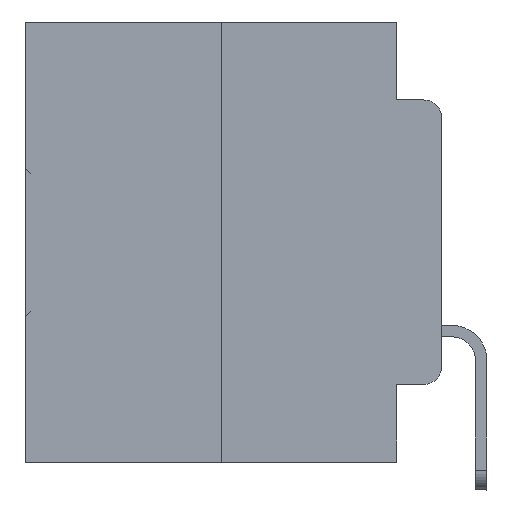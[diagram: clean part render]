
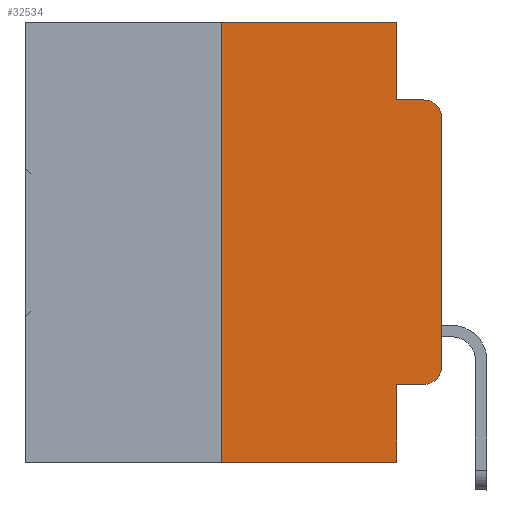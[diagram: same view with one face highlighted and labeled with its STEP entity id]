
A CAD part, left-side view. The second image highlights one B-rep face of the part: STEP entity #32534.
In plain terms, the highlighted planar face has unit normal (-1, 0, 0).
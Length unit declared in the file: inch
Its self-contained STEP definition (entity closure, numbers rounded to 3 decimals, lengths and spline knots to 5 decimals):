
#1200 = CARTESIAN_POINT ( 'NONE',  ( 0., 0.02, -0.1085 ) ) ;
#1926 = ORIENTED_EDGE ( 'NONE', *, *, #24113, .T. ) ;
#2139 = AXIS2_PLACEMENT_3D ( 'NONE', #1200, #19960, #30534 ) ;
#2271 = ORIENTED_EDGE ( 'NONE', *, *, #3996, .T. ) ;
#2339 = CARTESIAN_POINT ( 'NONE',  ( 0., 0.02, -0.4115 ) ) ;
#3275 = VERTEX_POINT ( 'NONE', #13420 ) ;
#3601 = CARTESIAN_POINT ( 'NONE',  ( 0., 0.051, -0.4115 ) ) ;
#3706 = VECTOR ( 'NONE', #9154, 39.37008 ) ;
#3996 = EDGE_CURVE ( 'NONE', #17285, #34168, #13421, .T. ) ;
#4150 = ORIENTED_EDGE ( 'NONE', *, *, #26497, .T. ) ;
#4582 = LINE ( 'NONE', #32151, #31941 ) ;
#4816 = CARTESIAN_POINT ( 'NONE',  ( 0., 0.051, -0.0885 ) ) ;
#5074 = CARTESIAN_POINT ( 'NONE',  ( 0., 0.051, 0. ) ) ;
#5255 = CIRCLE ( 'NONE', #2139, 0.02 ) ;
#5576 = VECTOR ( 'NONE', #20925, 39.37008 ) ;
#5630 = ORIENTED_EDGE ( 'NONE', *, *, #15137, .F. ) ;
#5666 = VERTEX_POINT ( 'NONE', #4816 ) ;
#6104 = CARTESIAN_POINT ( 'NONE',  ( 0., 0.25, -0.5 ) ) ;
#6556 = DIRECTION ( 'NONE',  ( 0., 0., -1. ) ) ;
#6782 = VECTOR ( 'NONE', #14120, 39.37008 ) ;
#6837 = ORIENTED_EDGE ( 'NONE', *, *, #10029, .F. ) ;
#7249 = CARTESIAN_POINT ( 'NONE',  ( 0., 0.473, -0.5 ) ) ;
#7456 = DIRECTION ( 'NONE',  ( 0., -1., 0. ) ) ;
#8684 = CARTESIAN_POINT ( 'NONE',  ( 0., 0.051, 0. ) ) ;
#8690 = EDGE_CURVE ( 'NONE', #29171, #26772, #13212, .T. ) ;
#8732 = ORIENTED_EDGE ( 'NONE', *, *, #31053, .T. ) ;
#9154 = DIRECTION ( 'NONE',  ( 0., -1., 0. ) ) ;
#10029 = EDGE_CURVE ( 'NONE', #11552, #3275, #11486, .T. ) ;
#10726 = CARTESIAN_POINT ( 'NONE',  ( 0., 0.25, 0. ) ) ;
#11339 = EDGE_CURVE ( 'NONE', #29171, #34168, #17976, .T. ) ;
#11486 = LINE ( 'NONE', #28567, #23069 ) ;
#11552 = VERTEX_POINT ( 'NONE', #10726 ) ;
#12134 = VECTOR ( 'NONE', #21587, 39.37008 ) ;
#12319 = VERTEX_POINT ( 'NONE', #29931 ) ;
#13086 = AXIS2_PLACEMENT_3D ( 'NONE', #13100, #28996, #26552 ) ;
#13100 = CARTESIAN_POINT ( 'NONE',  ( 0., 0.02, -0.3915 ) ) ;
#13212 = LINE ( 'NONE', #3601, #3706 ) ;
#13420 = CARTESIAN_POINT ( 'NONE',  ( 0., 0.051, 0. ) ) ;
#13421 = LINE ( 'NONE', #7249, #28781 ) ;
#13784 = DIRECTION ( 'NONE',  ( 0., -1., 0. ) ) ;
#14019 = ORIENTED_EDGE ( 'NONE', *, *, #15468, .F. ) ;
#14120 = DIRECTION ( 'NONE',  ( 0., 0., -1. ) ) ;
#14595 = ORIENTED_EDGE ( 'NONE', *, *, #11339, .F. ) ;
#15137 = EDGE_CURVE ( 'NONE', #3275, #5666, #30834, .T. ) ;
#15468 = EDGE_CURVE ( 'NONE', #17285, #11552, #19157, .T. ) ;
#15585 = AXIS2_PLACEMENT_3D ( 'NONE', #22515, #17067, #6556 ) ;
#17067 = DIRECTION ( 'NONE',  ( 1., 0., 0. ) ) ;
#17285 = VERTEX_POINT ( 'NONE', #6104 ) ;
#17976 = LINE ( 'NONE', #5074, #5576 ) ;
#19058 = ORIENTED_EDGE ( 'NONE', *, *, #8690, .T. ) ;
#19157 = LINE ( 'NONE', #32160, #12134 ) ;
#19592 = LINE ( 'NONE', #21659, #31206 ) ;
#19959 = CARTESIAN_POINT ( 'NONE',  ( 0., 0., -0.3915 ) ) ;
#19960 = DIRECTION ( 'NONE',  ( -1., 0., 0. ) ) ;
#20925 = DIRECTION ( 'NONE',  ( 0., 0., -1. ) ) ;
#21582 = DIRECTION ( 'NONE',  ( 0., 0., 1. ) ) ;
#21587 = DIRECTION ( 'NONE',  ( 0., 0., 1. ) ) ;
#21659 = CARTESIAN_POINT ( 'NONE',  ( 0., 0.051, -0.0885 ) ) ;
#22094 = CARTESIAN_POINT ( 'NONE',  ( 0., 0.051, -0.5 ) ) ;
#22515 = CARTESIAN_POINT ( 'NONE',  ( 0., 0.473, 0. ) ) ;
#23069 = VECTOR ( 'NONE', #7456, 39.37008 ) ;
#23542 = DIRECTION ( 'NONE',  ( 0., -1., 0. ) ) ;
#23652 = EDGE_LOOP ( 'NONE', ( #1926, #4150, #33577, #5630, #6837, #14019, #2271, #14595, #19058, #8732 ) ) ;
#24113 = EDGE_CURVE ( 'NONE', #30918, #31636, #4582, .T. ) ;
#25064 = PLANE ( 'NONE',  #15585 ) ;
#26051 = CARTESIAN_POINT ( 'NONE',  ( 0., 0., -0.1085 ) ) ;
#26497 = EDGE_CURVE ( 'NONE', #31636, #12319, #5255, .T. ) ;
#26552 = DIRECTION ( 'NONE',  ( 0., 0., -1. ) ) ;
#26698 = CARTESIAN_POINT ( 'NONE',  ( 0., 0.051, -0.4115 ) ) ;
#26772 = VERTEX_POINT ( 'NONE', #2339 ) ;
#28567 = CARTESIAN_POINT ( 'NONE',  ( 0., 0.473, 0. ) ) ;
#28781 = VECTOR ( 'NONE', #23542, 39.37008 ) ;
#28996 = DIRECTION ( 'NONE',  ( -1., 0., 0. ) ) ;
#29171 = VERTEX_POINT ( 'NONE', #26698 ) ;
#29931 = CARTESIAN_POINT ( 'NONE',  ( 0., 0.02, -0.0885 ) ) ;
#29965 = EDGE_CURVE ( 'NONE', #5666, #12319, #19592, .T. ) ;
#30534 = DIRECTION ( 'NONE',  ( 0., 0., -1. ) ) ;
#30834 = LINE ( 'NONE', #8684, #6782 ) ;
#30918 = VERTEX_POINT ( 'NONE', #19959 ) ;
#31053 = EDGE_CURVE ( 'NONE', #26772, #30918, #31145, .T. ) ;
#31145 = CIRCLE ( 'NONE', #13086, 0.02 ) ;
#31206 = VECTOR ( 'NONE', #13784, 39.37008 ) ;
#31636 = VERTEX_POINT ( 'NONE', #26051 ) ;
#31941 = VECTOR ( 'NONE', #21582, 39.37008 ) ;
#32151 = CARTESIAN_POINT ( 'NONE',  ( 0., 0., 0. ) ) ;
#32160 = CARTESIAN_POINT ( 'NONE',  ( 0., 0.25, 0. ) ) ;
#32256 = FACE_OUTER_BOUND ( 'NONE', #23652, .T. ) ;
#32534 = ADVANCED_FACE ( 'NONE', ( #32256 ), #25064, .F. ) ;
#33577 = ORIENTED_EDGE ( 'NONE', *, *, #29965, .F. ) ;
#34168 = VERTEX_POINT ( 'NONE', #22094 ) ;
